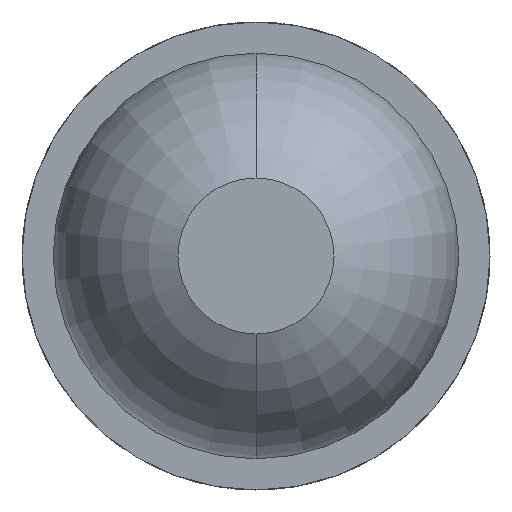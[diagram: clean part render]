
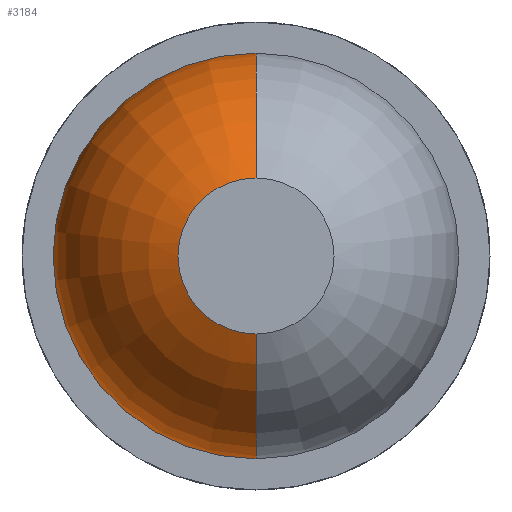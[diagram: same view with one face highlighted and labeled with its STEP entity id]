
A CAD part, front view. The second image highlights one B-rep face of the part: STEP entity #3184.
In plain terms, the highlighted toroidal (fillet/blend) face has major radius 0.01 mm and minor radius 0.4 mm.
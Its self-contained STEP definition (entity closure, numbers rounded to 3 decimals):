
#33 = CIRCLE ( 'NONE', #2931, 0.4 ) ;
#147 = TOROIDAL_SURFACE ( 'NONE', #3339, -0.01, 0.4 ) ;
#310 = CARTESIAN_POINT ( 'NONE',  ( 0., -27.333, 0. ) ) ;
#336 = AXIS2_PLACEMENT_3D ( 'NONE', #5094, #1483, #1500 ) ;
#584 = DIRECTION ( 'NONE',  ( 0., 0., -1. ) ) ;
#683 = VERTEX_POINT ( 'NONE', #2835 ) ;
#725 = DIRECTION ( 'NONE',  ( 0., 1., 0. ) ) ;
#744 = ORIENTED_EDGE ( 'NONE', *, *, #1173, .T. ) ;
#826 = ORIENTED_EDGE ( 'NONE', *, *, #3559, .F. ) ;
#942 = VERTEX_POINT ( 'NONE', #2912 ) ;
#954 = AXIS2_PLACEMENT_3D ( 'NONE', #5142, #1107, #2733 ) ;
#989 = DIRECTION ( 'NONE',  ( 1., 0., 0. ) ) ;
#1107 = DIRECTION ( 'NONE',  ( 0., 1., 0. ) ) ;
#1173 = EDGE_CURVE ( 'NONE', #942, #4075, #1641, .T. ) ;
#1483 = DIRECTION ( 'NONE',  ( 0., 1., 0. ) ) ;
#1500 = DIRECTION ( 'NONE',  ( 0., 0., 1. ) ) ;
#1641 = CIRCLE ( 'NONE', #4738, 0.4 ) ;
#1762 = VERTEX_POINT ( 'NONE', #2608 ) ;
#2063 = EDGE_LOOP ( 'NONE', ( #826, #5177, #744, #3901 ) ) ;
#2410 = DIRECTION ( 'NONE',  ( 0., 0., 1. ) ) ;
#2608 = CARTESIAN_POINT ( 'NONE',  ( 0., -27.333, -0.39 ) ) ;
#2733 = DIRECTION ( 'NONE',  ( 0., 0., 1. ) ) ;
#2772 = DIRECTION ( 'NONE',  ( 0., 0., 1. ) ) ;
#2835 = CARTESIAN_POINT ( 'NONE',  ( 0., -27.7, -0.15 ) ) ;
#2912 = CARTESIAN_POINT ( 'NONE',  ( 0., -27.7, 0.15 ) ) ;
#2931 = AXIS2_PLACEMENT_3D ( 'NONE', #3371, #989, #584 ) ;
#3184 = ADVANCED_FACE ( 'Defeature ausgef�hrt3_37', ( #3340 ), #147, .T. ) ;
#3339 = AXIS2_PLACEMENT_3D ( 'NONE', #310, #725, #2772 ) ;
#3340 = FACE_OUTER_BOUND ( 'NONE', #2063, .T. ) ;
#3371 = CARTESIAN_POINT ( 'NONE',  ( 0., -27.333, 0.01 ) ) ;
#3538 = CIRCLE ( 'NONE', #336, 0.15 ) ;
#3559 = EDGE_CURVE ( 'NONE', #683, #1762, #33, .T. ) ;
#3687 = CIRCLE ( 'NONE', #954, 0.39 ) ;
#3765 = EDGE_CURVE ( 'Defeature ausgef�hrt3_37+Defeature ausgef�hrt3_36+Defeature ausgef�hrt3_36+Defeature ausgef�hrt3_36', #683, #942, #3538, .T. ) ;
#3901 = ORIENTED_EDGE ( 'NONE', *, *, #4329, .F. ) ;
#4075 = VERTEX_POINT ( 'NONE', #4123 ) ;
#4123 = CARTESIAN_POINT ( 'NONE',  ( 0., -27.333, 0.39 ) ) ;
#4329 = EDGE_CURVE ( 'Defeature ausgef�hrt3_38+Defeature ausgef�hrt3_37+Defeature ausgef�hrt3_37+Defeature ausgef�hrt3_37', #1762, #4075, #3687, .T. ) ;
#4738 = AXIS2_PLACEMENT_3D ( 'NONE', #4785, #4838, #2410 ) ;
#4785 = CARTESIAN_POINT ( 'NONE',  ( 0., -27.333, -0.01 ) ) ;
#4838 = DIRECTION ( 'NONE',  ( -1., 0., 0. ) ) ;
#5094 = CARTESIAN_POINT ( 'NONE',  ( 0., -27.7, 0. ) ) ;
#5142 = CARTESIAN_POINT ( 'NONE',  ( 0., -27.333, 0. ) ) ;
#5177 = ORIENTED_EDGE ( 'NONE', *, *, #3765, .T. ) ;
